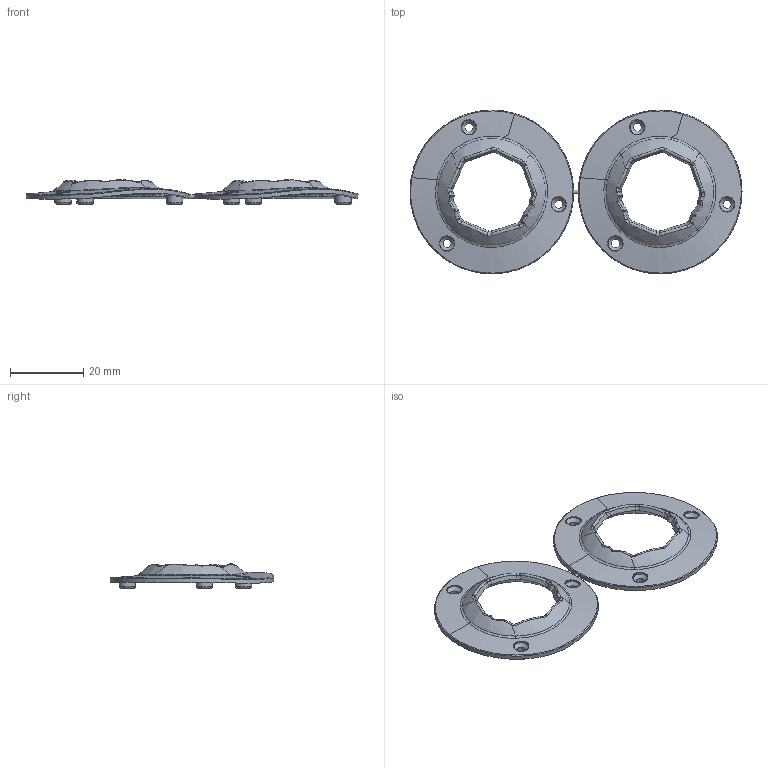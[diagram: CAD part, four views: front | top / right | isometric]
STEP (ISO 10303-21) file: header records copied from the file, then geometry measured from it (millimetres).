
FILE_DESCRIPTION(/* description */ ('','CAx-IF Rec.Pracs.---Representation and Presentation of Product Manufacturing Information (PMI)---4.0---2014-10-13'),/* implementation_level */ '2;1');
FILE_NAME(/* name */ 'DoubleGateplate-MaxWD.step',/* time_stamp */ '2025-02-12T01:51:17-08:00',/* author */ (''),/* organization */ (''),/* preprocessor_version */ 'ST-DEVELOPER v20',/* originating_system */ 'Autodesk Translation Framework v13.20.0.188',/* authorisation */ '');
FILE_SCHEMA (('AP242_MANAGED_MODEL_BASED_3D_ENGINEERING_MIM_LF { 1 0 10303 442 1 1 4 }'));
Products named in the file (1): RemovableGateOEMv1
Bounding box: 90.73 x 44.73 x 6.67 mm (x, y, z)
Volume: 3720.5 mm3; surface area: 5913.5 mm2
Topology: 1 solids, 1 shells, 199 faces, 549 edges, 357 vertices
Faces by surface type: bspline 152, cylinder 21, plane 14, cone 6, torus 6
Full cylindrical faces by diameter (mm): 1 x1, 2.25 x6, 4 x4, 4.46 x6, 44.732 x2
Entity records: 35716 total; most frequent: CARTESIAN_POINT 31529, ORIENTED_EDGE 1098, DIRECTION 550, EDGE_CURVE 549, VERTEX_POINT 357, B_SPLINE_CURVE_WITH_KNOTS 275, AXIS2_PLACEMENT_3D 256, EDGE_LOOP 220
